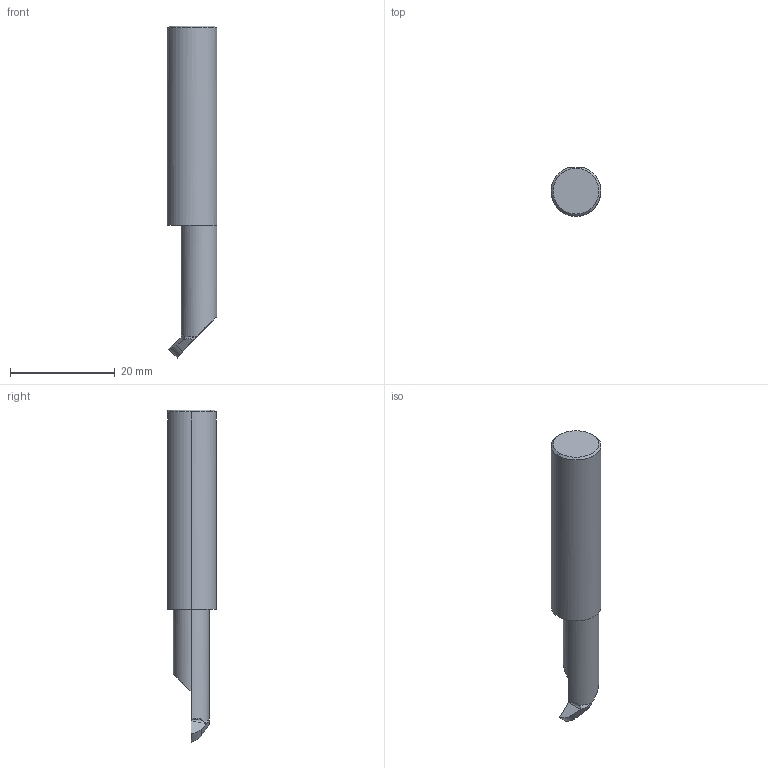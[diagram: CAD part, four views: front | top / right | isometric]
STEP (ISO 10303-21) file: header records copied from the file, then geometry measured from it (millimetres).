
FILE_DESCRIPTION (( 'STEP AP214' ), '1' );
FILE_NAME ('Micro_UC-37093-16X.STEP', '2021-09-08T13:28:58', ( '' ), ( '' ), 'SwSTEP 2.0', 'SolidWorks 2020', '' );
FILE_SCHEMA (( 'AUTOMOTIVE_DESIGN' ));
Length unit declared in the file: inch
Products named in the file (1): Micro_UC-37093-16X
Bounding box: 9.53 x 9.27 x 63.5 mm (x, y, z)
Volume: 3354.9 mm3; surface area: 1712.3 mm2
Topology: 1 solids, 1 shells, 20 faces, 48 edges, 30 vertices
Faces by surface type: plane 10, cylinder 6, cone 4
Entity records: 637 total; most frequent: CARTESIAN_POINT 152, ORIENTED_EDGE 96, DIRECTION 89, EDGE_CURVE 48, AXIS2_PLACEMENT_3D 33, VERTEX_POINT 30, VECTOR 23, LINE 23
